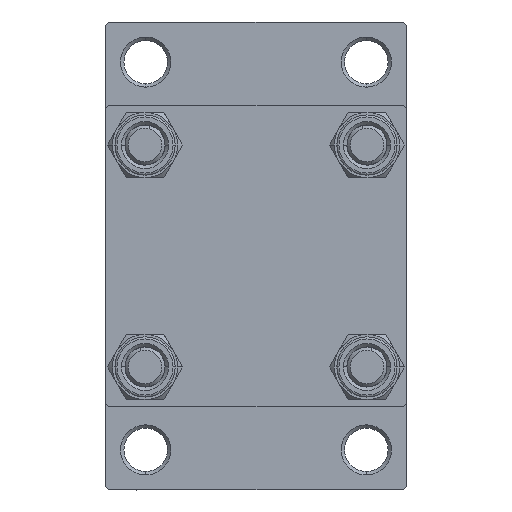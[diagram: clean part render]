
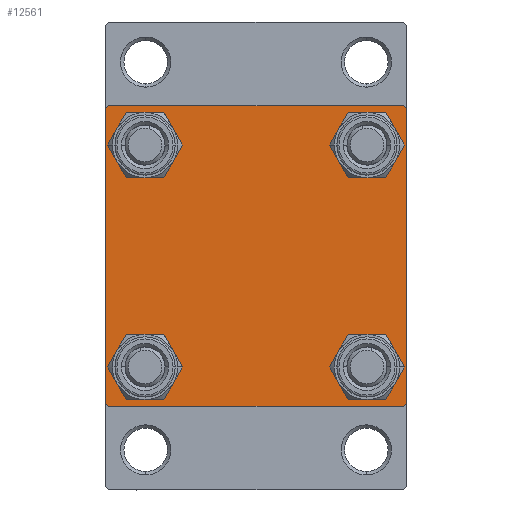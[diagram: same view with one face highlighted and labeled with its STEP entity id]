
A CAD part, left-side view. The second image highlights one B-rep face of the part: STEP entity #12561.
In plain terms, the highlighted planar face has unit normal (-1, 0, 0).
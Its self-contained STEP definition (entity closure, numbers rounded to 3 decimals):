
#342 = EDGE_CURVE ( 'NONE', #35584, #26493, #31312, .T. ) ;
#959 = VERTEX_POINT ( 'NONE', #38894 ) ;
#1002 = EDGE_CURVE ( 'NONE', #34612, #46561, #38232, .T. ) ;
#1302 = ORIENTED_EDGE ( 'NONE', *, *, #6699, .T. ) ;
#1434 = DIRECTION ( 'NONE',  ( 0., -0.707, 0.707 ) ) ;
#1800 = VERTEX_POINT ( 'NONE', #18043 ) ;
#2141 = VERTEX_POINT ( 'NONE', #36712 ) ;
#2981 = FACE_OUTER_BOUND ( 'NONE', #23607, .T. ) ;
#3218 = CARTESIAN_POINT ( 'NONE',  ( 0., 22.25, -22.25 ) ) ;
#3557 = DIRECTION ( 'NONE',  ( 1., 0., 0. ) ) ;
#3941 = LINE ( 'NONE', #44564, #9087 ) ;
#4269 = ORIENTED_EDGE ( 'NONE', *, *, #14024, .F. ) ;
#5018 = CARTESIAN_POINT ( 'NONE',  ( 0., -16.6, -13.1 ) ) ;
#5339 = VERTEX_POINT ( 'NONE', #36555 ) ;
#5558 = DIRECTION ( 'NONE',  ( 0., 0., 1. ) ) ;
#5583 = ORIENTED_EDGE ( 'NONE', *, *, #14181, .T. ) ;
#5759 = DIRECTION ( 'NONE',  ( 1., 0., 0. ) ) ;
#6292 = CARTESIAN_POINT ( 'NONE',  ( 0., -16.6, -20.1 ) ) ;
#6609 = EDGE_CURVE ( 'NONE', #34900, #32830, #24625, .T. ) ;
#6699 = EDGE_CURVE ( 'NONE', #43314, #1800, #36117, .T. ) ;
#6834 = DIRECTION ( 'NONE',  ( -1., 0., 0. ) ) ;
#6841 = DIRECTION ( 'NONE',  ( 0., 0., -1. ) ) ;
#7654 = LINE ( 'NONE', #40809, #19332 ) ;
#7729 = CARTESIAN_POINT ( 'NONE',  ( 0., 22.5, 22.5 ) ) ;
#7886 = DIRECTION ( 'NONE',  ( 0., 0.707, 0.707 ) ) ;
#8430 = ORIENTED_EDGE ( 'NONE', *, *, #41349, .T. ) ;
#8607 = ORIENTED_EDGE ( 'NONE', *, *, #28233, .T. ) ;
#8652 = DIRECTION ( 'NONE',  ( 0., 0., 1. ) ) ;
#8875 = EDGE_LOOP ( 'NONE', ( #23433, #32136 ) ) ;
#9087 = VECTOR ( 'NONE', #6841, 1000. ) ;
#9223 = CARTESIAN_POINT ( 'NONE',  ( 0., 16.6, 13.1 ) ) ;
#9992 = ORIENTED_EDGE ( 'NONE', *, *, #28745, .F. ) ;
#10202 = FACE_BOUND ( 'NONE', #27078, .T. ) ;
#10385 = VERTEX_POINT ( 'NONE', #20974 ) ;
#10604 = AXIS2_PLACEMENT_3D ( 'NONE', #45391, #16044, #28247 ) ;
#10857 = LINE ( 'NONE', #7729, #45492 ) ;
#10928 = LINE ( 'NONE', #40251, #20257 ) ;
#10988 = CARTESIAN_POINT ( 'NONE',  ( 0., 22.5, -22. ) ) ;
#11134 = DIRECTION ( 'NONE',  ( 1., 0., 0. ) ) ;
#12337 = EDGE_CURVE ( 'NONE', #959, #37885, #14820, .T. ) ;
#12561 = ADVANCED_FACE ( 'NONE', ( #43373, #10202, #28227, #13085, #2981 ), #17165, .T. ) ;
#12809 = ORIENTED_EDGE ( 'NONE', *, *, #1002, .T. ) ;
#12957 = CARTESIAN_POINT ( 'NONE',  ( 0., -16.6, -16.6 ) ) ;
#13085 = FACE_BOUND ( 'NONE', #21600, .T. ) ;
#13429 = DIRECTION ( 'NONE',  ( 0., 0.707, -0.707 ) ) ;
#13879 = ORIENTED_EDGE ( 'NONE', *, *, #342, .T. ) ;
#14024 = EDGE_CURVE ( 'NONE', #5339, #2141, #10857, .T. ) ;
#14181 = EDGE_CURVE ( 'NONE', #14826, #10385, #34831, .T. ) ;
#14820 = CIRCLE ( 'NONE', #23130, 3.5 ) ;
#14826 = VERTEX_POINT ( 'NONE', #44864 ) ;
#14925 = DIRECTION ( 'NONE',  ( 0., 0., 1. ) ) ;
#15145 = EDGE_CURVE ( 'NONE', #43420, #43314, #10928, .T. ) ;
#15156 = CARTESIAN_POINT ( 'NONE',  ( 0., 16.6, -16.6 ) ) ;
#16044 = DIRECTION ( 'NONE',  ( 1., 0., 0. ) ) ;
#16622 = EDGE_CURVE ( 'NONE', #37885, #959, #35660, .T. ) ;
#16836 = CARTESIAN_POINT ( 'NONE',  ( 0., -16.6, 16.6 ) ) ;
#17165 = PLANE ( 'NONE',  #38508 ) ;
#17737 = CARTESIAN_POINT ( 'NONE',  ( 0., 16.6, -16.6 ) ) ;
#18043 = CARTESIAN_POINT ( 'NONE',  ( 0., 22., -22.5 ) ) ;
#19332 = VECTOR ( 'NONE', #7886, 1000. ) ;
#19798 = ORIENTED_EDGE ( 'NONE', *, *, #47131, .T. ) ;
#20257 = VECTOR ( 'NONE', #44579, 1000. ) ;
#20713 = DIRECTION ( 'NONE',  ( 1., 0., 0. ) ) ;
#20974 = CARTESIAN_POINT ( 'NONE',  ( 0., -22.5, -22. ) ) ;
#21156 = CARTESIAN_POINT ( 'NONE',  ( 0., -16.6, 13.1 ) ) ;
#21321 = LINE ( 'NONE', #39363, #44109 ) ;
#21371 = AXIS2_PLACEMENT_3D ( 'NONE', #17737, #3557, #24946 ) ;
#21474 = DIRECTION ( 'NONE',  ( 0., 0., 1. ) ) ;
#21557 = DIRECTION ( 'NONE',  ( 0., -1., 0. ) ) ;
#21600 = EDGE_LOOP ( 'NONE', ( #45179, #13879 ) ) ;
#22869 = ORIENTED_EDGE ( 'NONE', *, *, #41140, .T. ) ;
#23078 = CARTESIAN_POINT ( 'NONE',  ( 0., -22.25, -22.25 ) ) ;
#23130 = AXIS2_PLACEMENT_3D ( 'NONE', #40756, #33523, #29934 ) ;
#23433 = ORIENTED_EDGE ( 'NONE', *, *, #12337, .T. ) ;
#23607 = EDGE_LOOP ( 'NONE', ( #41161, #1302, #31553, #5583, #9992, #8430, #4269, #19798 ) ) ;
#23638 = CIRCLE ( 'NONE', #41322, 3.5 ) ;
#23905 = EDGE_CURVE ( 'NONE', #26493, #35584, #38093, .T. ) ;
#24076 = CARTESIAN_POINT ( 'NONE',  ( 0., 16.6, 16.6 ) ) ;
#24625 = CIRCLE ( 'NONE', #39960, 3.5 ) ;
#24946 = DIRECTION ( 'NONE',  ( 0., 0., 1. ) ) ;
#25086 = CARTESIAN_POINT ( 'NONE',  ( 0., 0., 0. ) ) ;
#25550 = DIRECTION ( 'NONE',  ( 0., -0.707, -0.707 ) ) ;
#26493 = VERTEX_POINT ( 'NONE', #43180 ) ;
#27078 = EDGE_LOOP ( 'NONE', ( #31658, #22869 ) ) ;
#28227 = FACE_BOUND ( 'NONE', #29340, .T. ) ;
#28233 = EDGE_CURVE ( 'NONE', #46561, #34612, #23638, .T. ) ;
#28247 = DIRECTION ( 'NONE',  ( 0., 0., 1. ) ) ;
#28321 = LINE ( 'NONE', #46365, #35546 ) ;
#28745 = EDGE_CURVE ( 'NONE', #47121, #10385, #3941, .T. ) ;
#29340 = EDGE_LOOP ( 'NONE', ( #8607, #12809 ) ) ;
#29934 = DIRECTION ( 'NONE',  ( 0., 0., 1. ) ) ;
#29978 = VECTOR ( 'NONE', #25550, 1000. ) ;
#31312 = CIRCLE ( 'NONE', #10604, 3.5 ) ;
#31553 = ORIENTED_EDGE ( 'NONE', *, *, #43389, .T. ) ;
#31658 = ORIENTED_EDGE ( 'NONE', *, *, #6609, .T. ) ;
#32136 = ORIENTED_EDGE ( 'NONE', *, *, #16622, .T. ) ;
#32619 = AXIS2_PLACEMENT_3D ( 'NONE', #16836, #35328, #5558 ) ;
#32830 = VERTEX_POINT ( 'NONE', #6292 ) ;
#32846 = CARTESIAN_POINT ( 'NONE',  ( 0., 22.5, 22. ) ) ;
#33523 = DIRECTION ( 'NONE',  ( 1., 0., 0. ) ) ;
#33955 = CARTESIAN_POINT ( 'NONE',  ( 0., 16.6, -20.1 ) ) ;
#34612 = VERTEX_POINT ( 'NONE', #33955 ) ;
#34831 = LINE ( 'NONE', #23078, #40100 ) ;
#34900 = VERTEX_POINT ( 'NONE', #5018 ) ;
#35328 = DIRECTION ( 'NONE',  ( 1., 0., 0. ) ) ;
#35507 = CARTESIAN_POINT ( 'NONE',  ( 0., -22.5, 22. ) ) ;
#35546 = VECTOR ( 'NONE', #13429, 1000. ) ;
#35584 = VERTEX_POINT ( 'NONE', #9223 ) ;
#35606 = DIRECTION ( 'NONE',  ( 0., 0., 1. ) ) ;
#35660 = CIRCLE ( 'NONE', #32619, 3.5 ) ;
#36117 = LINE ( 'NONE', #3218, #29978 ) ;
#36225 = CIRCLE ( 'NONE', #47007, 3.5 ) ;
#36555 = CARTESIAN_POINT ( 'NONE',  ( 0., 22., 22.5 ) ) ;
#36712 = CARTESIAN_POINT ( 'NONE',  ( 0., -22., 22.5 ) ) ;
#37885 = VERTEX_POINT ( 'NONE', #21156 ) ;
#38093 = CIRCLE ( 'NONE', #47364, 3.5 ) ;
#38232 = CIRCLE ( 'NONE', #21371, 3.5 ) ;
#38508 = AXIS2_PLACEMENT_3D ( 'NONE', #25086, #6834, #21474 ) ;
#38894 = CARTESIAN_POINT ( 'NONE',  ( 0., -16.6, 20.1 ) ) ;
#39363 = CARTESIAN_POINT ( 'NONE',  ( 0., 22.5, -22.5 ) ) ;
#39723 = CARTESIAN_POINT ( 'NONE',  ( 0., 16.6, -13.1 ) ) ;
#39741 = DIRECTION ( 'NONE',  ( 0., 0., 1. ) ) ;
#39960 = AXIS2_PLACEMENT_3D ( 'NONE', #43842, #11134, #39741 ) ;
#40100 = VECTOR ( 'NONE', #1434, 1000. ) ;
#40251 = CARTESIAN_POINT ( 'NONE',  ( 0., 22.5, 22.5 ) ) ;
#40756 = CARTESIAN_POINT ( 'NONE',  ( 0., -16.6, 16.6 ) ) ;
#40809 = CARTESIAN_POINT ( 'NONE',  ( 0., -22.25, 22.25 ) ) ;
#41114 = DIRECTION ( 'NONE',  ( 1., 0., 0. ) ) ;
#41140 = EDGE_CURVE ( 'NONE', #32830, #34900, #36225, .T. ) ;
#41161 = ORIENTED_EDGE ( 'NONE', *, *, #15145, .T. ) ;
#41322 = AXIS2_PLACEMENT_3D ( 'NONE', #15156, #41114, #14925 ) ;
#41349 = EDGE_CURVE ( 'NONE', #47121, #2141, #7654, .T. ) ;
#43180 = CARTESIAN_POINT ( 'NONE',  ( 0., 16.6, 20.1 ) ) ;
#43314 = VERTEX_POINT ( 'NONE', #10988 ) ;
#43373 = FACE_BOUND ( 'NONE', #8875, .T. ) ;
#43389 = EDGE_CURVE ( 'NONE', #1800, #14826, #21321, .T. ) ;
#43420 = VERTEX_POINT ( 'NONE', #32846 ) ;
#43842 = CARTESIAN_POINT ( 'NONE',  ( 0., -16.6, -16.6 ) ) ;
#44109 = VECTOR ( 'NONE', #21557, 1000. ) ;
#44509 = DIRECTION ( 'NONE',  ( 0., -1., 0. ) ) ;
#44564 = CARTESIAN_POINT ( 'NONE',  ( 0., -22.5, 22.5 ) ) ;
#44579 = DIRECTION ( 'NONE',  ( 0., 0., -1. ) ) ;
#44864 = CARTESIAN_POINT ( 'NONE',  ( 0., -22., -22.5 ) ) ;
#45179 = ORIENTED_EDGE ( 'NONE', *, *, #23905, .T. ) ;
#45391 = CARTESIAN_POINT ( 'NONE',  ( 0., 16.6, 16.6 ) ) ;
#45492 = VECTOR ( 'NONE', #44509, 1000. ) ;
#46365 = CARTESIAN_POINT ( 'NONE',  ( 0., 22.25, 22.25 ) ) ;
#46561 = VERTEX_POINT ( 'NONE', #39723 ) ;
#47007 = AXIS2_PLACEMENT_3D ( 'NONE', #12957, #5759, #8652 ) ;
#47121 = VERTEX_POINT ( 'NONE', #35507 ) ;
#47131 = EDGE_CURVE ( 'NONE', #5339, #43420, #28321, .T. ) ;
#47364 = AXIS2_PLACEMENT_3D ( 'NONE', #24076, #20713, #35606 ) ;
